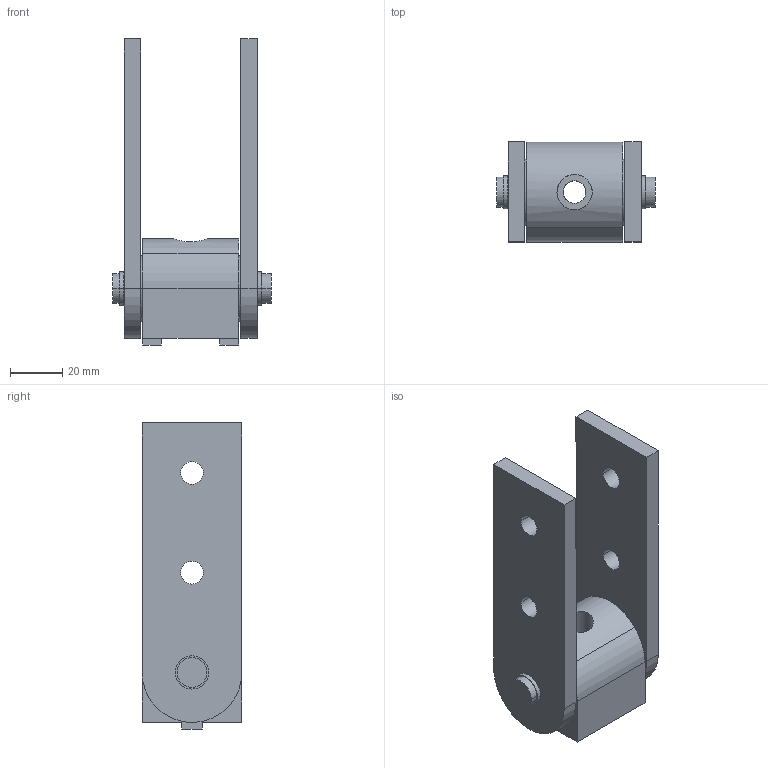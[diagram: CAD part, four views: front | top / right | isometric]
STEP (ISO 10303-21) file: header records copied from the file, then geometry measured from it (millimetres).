
FILE_DESCRIPTION((''),'2;1');
FILE_NAME('15HI8830.stp','2006-03-13T15:34:58',('Shawn Mantel'),('Faztek, LLC'),'Mechanical Desktop 2005','Mechanical Desktop 2005',', , ');
FILE_SCHEMA(('CONFIG_CONTROL_DESIGN'));
Length unit declared in the file: inch
Products named in the file (1): Product
Bounding box: 60.66 x 38.1 x 116.84 mm (x, y, z)
Volume: 95686.2 mm3; surface area: 34137.1 mm2
Topology: 12 solids, 12 shells, 98 faces, 221 edges, 148 vertices
Faces by surface type: cylinder 56, plane 42
Entity records: 3042 total; most frequent: CARTESIAN_POINT 604, DIRECTION 517, ORIENTED_EDGE 442, EDGE_CURVE 221, AXIS2_PLACEMENT_3D 205, VERTEX_POINT 148, EDGE_LOOP 129, VECTOR 107
